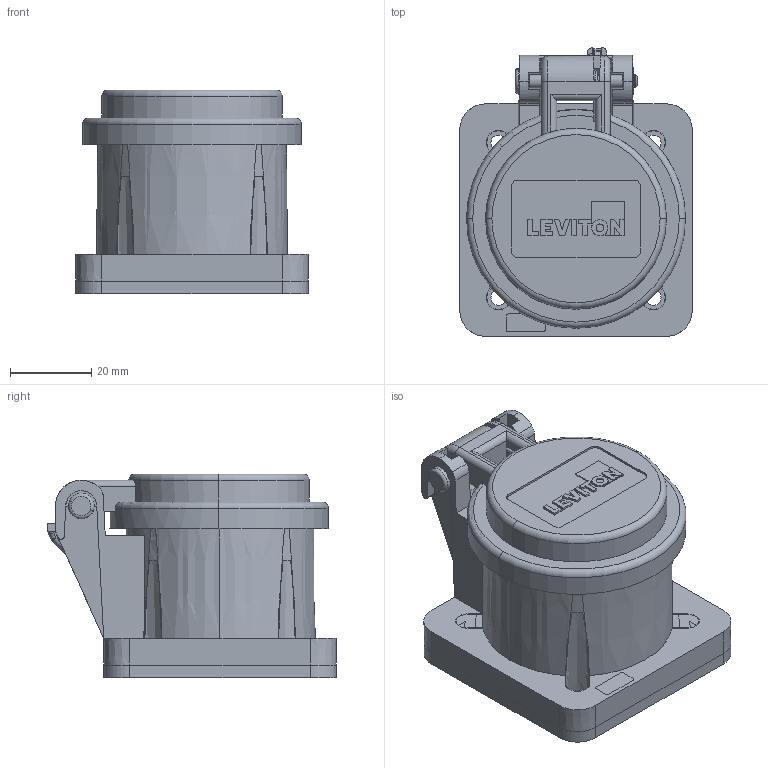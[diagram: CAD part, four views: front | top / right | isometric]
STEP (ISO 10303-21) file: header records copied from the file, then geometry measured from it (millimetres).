
FILE_DESCRIPTION (( 'STEP AP214' ), '1' );
FILE_NAME ('16S31-U.STEP', '2019-05-28T14:23:49', ( '' ), ( '' ), 'SwSTEP 2.0', 'SolidWorks 2017', '' );
FILE_SCHEMA (( 'AUTOMOTIVE_DESIGN' ));
Length unit declared in the file: inch
Products named in the file (1): 16S31-U
Bounding box: 57.27 x 71.05 x 50.22 mm (x, y, z)
Surface area: 40728.9 mm2 (no closed solid volume)
Topology: 0 solids, 13 shells, 314 faces, 1226 edges, 897 vertices
Faces by surface type: plane 171, cylinder 80, cone 48, torus 9, bspline 3, sphere 3
Entity records: 23834 total; most frequent: CARTESIAN_POINT 9651, DIRECTION 2037, ORIENTED_EDGE 1974, EDGE_CURVE 1226, VERTEX_POINT 897, LINE 713, VECTOR 713, AXIS2_PLACEMENT_3D 662
